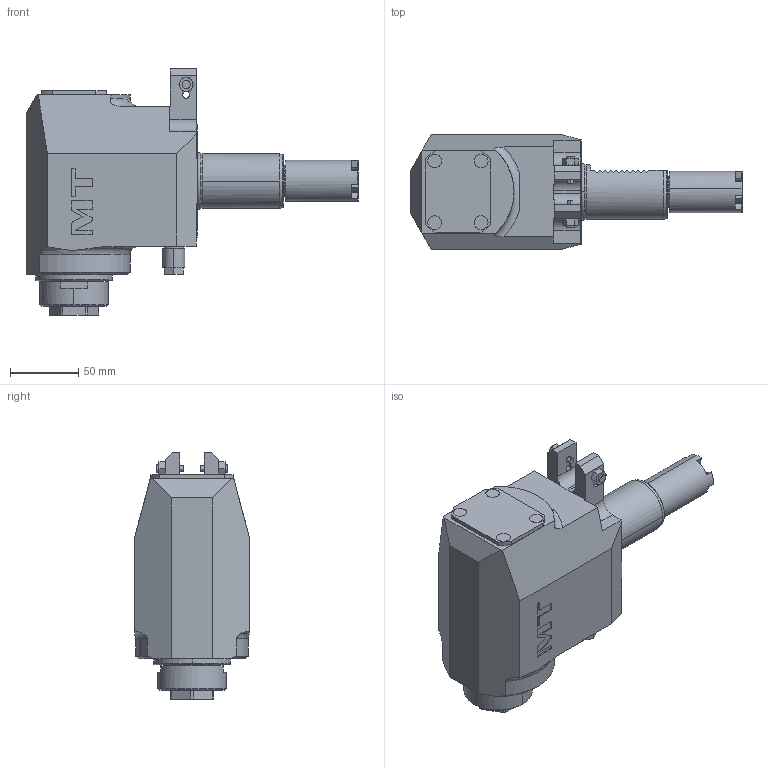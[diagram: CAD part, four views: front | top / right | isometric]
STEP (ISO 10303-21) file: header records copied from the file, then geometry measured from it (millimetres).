
FILE_DESCRIPTION((''),'2;1');
FILE_NAME('HAS0160132_CONF','2024-12-18T16:23:00',('fpalella'),('M.T. srl'),'CREO PARAMETRIC BY PTC INC, 2023352','CREO PARAMETRIC BY PTC INC, 2023352','');
FILE_SCHEMA(('CONFIG_CONTROL_DESIGN'));
Length unit declared in the file: millimetre
Products named in the file (1): HAS0160132_CONF
Bounding box: 242.55 x 84 x 180.03 mm (x, y, z)
Volume: 1227921.5 mm3; surface area: 110033.3 mm2
Topology: 2 solids, 2 shells, 456 faces, 1163 edges, 745 vertices
Faces by surface type: plane 231, cylinder 131, cone 73, torus 17, extrusion 4
Entity records: 15080 total; most frequent: CARTESIAN_POINT 4132, ORIENTED_EDGE 2322, DIRECTION 2206, EDGE_CURVE 1161, AXIS2_PLACEMENT_3D 809, VERTEX_POINT 745, VECTOR 588, LINE 584
